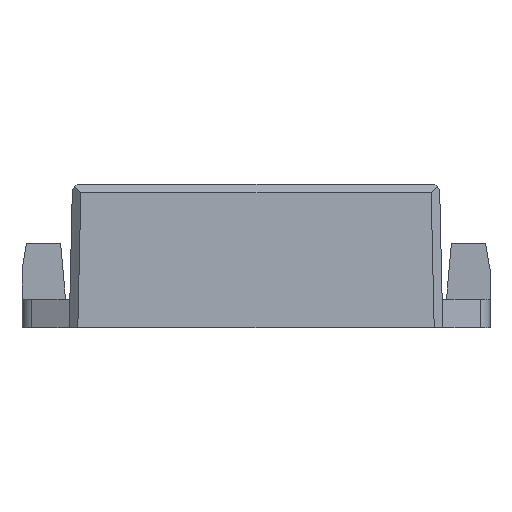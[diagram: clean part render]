
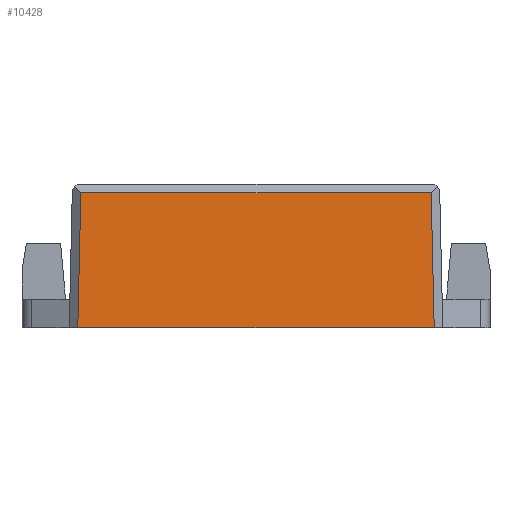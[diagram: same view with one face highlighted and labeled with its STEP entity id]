
A CAD part, left-side view. The second image highlights one B-rep face of the part: STEP entity #10428.
In plain terms, the highlighted free-form (B-spline) face has degree [1, 1] with [2, 2] control points.
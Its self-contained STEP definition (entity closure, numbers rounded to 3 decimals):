
#2371 = B_SPLINE_SURFACE_WITH_KNOTS('',1,3,(
    (#2372,#2373,#2374,#2375,#2376,#2377,#2378,#2379)
    ,(#2380,#2381,#2382,#2383,#2384,#2385,#2386,#2387
  )),.UNSPECIFIED.,.F.,.F.,.F.,(2,2),(4,2,2,4),(0.,33.538),(
    -2.007,0.045,33.583,35.635),
  .UNSPECIFIED.);
#2372 = CARTESIAN_POINT('',(-26.061,41.545,-2.05));
#2373 = CARTESIAN_POINT('',(-26.041,41.53,-1.367));
#2374 = CARTESIAN_POINT('',(-26.02,41.515,-0.683));
#2375 = CARTESIAN_POINT('',(-25.667,41.249,
    11.172));
#2376 = CARTESIAN_POINT('',(-25.333,40.999,
    22.343));
#2377 = CARTESIAN_POINT('',(-24.979,40.734,
    34.198));
#2378 = CARTESIAN_POINT('',(-24.959,40.719,
    34.882));
#2379 = CARTESIAN_POINT('',(-24.938,40.703,
    35.565));
#2380 = CARTESIAN_POINT('',(-24.061,43.546,
    -2.065));
#2381 = CARTESIAN_POINT('',(-24.04,43.531,
    -1.382));
#2382 = CARTESIAN_POINT('',(-24.02,43.516,
    -0.698));
#2383 = CARTESIAN_POINT('',(-23.666,43.25,
    11.157));
#2384 = CARTESIAN_POINT('',(-23.333,43.,
    22.328));
#2385 = CARTESIAN_POINT('',(-22.979,42.735,34.183));
#2386 = CARTESIAN_POINT('',(-22.958,42.719,34.867));
#2387 = CARTESIAN_POINT('',(-22.938,42.704,35.55));
#2411 = PLANE('',#2412);
#2412 = AXIS2_PLACEMENT_3D('',#2413,#2414,#2415);
#2413 = CARTESIAN_POINT('',(-26.,43.5,0.));
#2414 = DIRECTION('',(0.,0.,1.));
#2415 = DIRECTION('',(0.513,-0.858,0.));
#3858 = VERTEX_POINT('',#3859);
#3859 = CARTESIAN_POINT('',(-25.06,40.794,
    31.501));
#4369 = B_SPLINE_SURFACE_WITH_KNOTS('',1,2,(
    (#4370,#4371,#4372,#4373,#4374)
    ,(#4375,#4376,#4377,#4378,#4379
    )),.UNSPECIFIED.,.F.,.F.,.F.,(2,2),(3,1,1,3),(0.,85.59),(
    -5.277,-0.045,85.545,90.777)
  ,.UNSPECIFIED.);
#4370 = CARTESIAN_POINT('',(-25.06,-48.027,
    31.501));
#4371 = CARTESIAN_POINT('',(-25.06,-45.411,
    31.501));
#4372 = CARTESIAN_POINT('',(-25.06,0.,
    31.501));
#4373 = CARTESIAN_POINT('',(-25.06,45.411,
    31.501));
#4374 = CARTESIAN_POINT('',(-25.06,48.027,
    31.501));
#4375 = CARTESIAN_POINT('',(-23.,-48.027,33.5));
#4376 = CARTESIAN_POINT('',(-23.,-45.411,33.5));
#4377 = CARTESIAN_POINT('',(-23.,0.,33.5));
#4378 = CARTESIAN_POINT('',(-23.,45.411,33.5));
#4379 = CARTESIAN_POINT('',(-23.,48.027,33.5));
#4635 = EDGE_CURVE('',#4636,#3858,#4638,.T.);
#4636 = VERTEX_POINT('',#4637);
#4637 = CARTESIAN_POINT('',(-26.,41.499,0.));
#4638 = SURFACE_CURVE('',#4639,(#4648,#4655),.PCURVE_S1.);
#4639 = B_SPLINE_CURVE_WITH_KNOTS('',3,(#4640,#4641,#4642,#4643,#4644,
    #4645,#4646,#4647),.UNSPECIFIED.,.F.,.F.,(4,2,2,4),(-2.007,
    0.045,33.583,35.635),.UNSPECIFIED.);
#4640 = CARTESIAN_POINT('',(-26.061,41.545,-2.05));
#4641 = CARTESIAN_POINT('',(-26.041,41.53,-1.367));
#4642 = CARTESIAN_POINT('',(-26.02,41.515,-0.683));
#4643 = CARTESIAN_POINT('',(-25.667,41.249,
    11.172));
#4644 = CARTESIAN_POINT('',(-25.333,40.999,
    22.343));
#4645 = CARTESIAN_POINT('',(-24.979,40.734,
    34.198));
#4646 = CARTESIAN_POINT('',(-24.959,40.719,
    34.882));
#4647 = CARTESIAN_POINT('',(-24.938,40.703,
    35.565));
#4648 = PCURVE('',#2371,#4649);
#4649 = DEFINITIONAL_REPRESENTATION('',(#4650),#4654);
#4650 = LINE('',#4651,#4652);
#4651 = CARTESIAN_POINT('',(0.,0.));
#4652 = VECTOR('',#4653,1.);
#4653 = DIRECTION('',(0.,1.));
#4654 = ( GEOMETRIC_REPRESENTATION_CONTEXT(2) 
PARAMETRIC_REPRESENTATION_CONTEXT() REPRESENTATION_CONTEXT('2D SPACE',''
  ) );
#4655 = PCURVE('',#4656,#4661);
#4656 = B_SPLINE_SURFACE_WITH_KNOTS('',1,1,(
    (#4657,#4658)
    ,(#4659,#4660
    )),.UNSPECIFIED.,.F.,.F.,.F.,(2,2),(2,2),(0.,87.),(0.,1.),
  .PIECEWISE_BEZIER_KNOTS.);
#4657 = CARTESIAN_POINT('',(-26.,-43.5,0.));
#4658 = CARTESIAN_POINT('',(-25.,-42.75,33.5));
#4659 = CARTESIAN_POINT('',(-26.,43.5,0.));
#4660 = CARTESIAN_POINT('',(-25.,42.75,33.5));
#4661 = DEFINITIONAL_REPRESENTATION('',(#4662),#4667);
#4662 = B_SPLINE_CURVE_WITH_KNOTS('',3,(#4663,#4664,#4665,#4666),
  .UNSPECIFIED.,.F.,.F.,(4,4),(0.045,33.583),
  .PIECEWISE_BEZIER_KNOTS.);
#4663 = CARTESIAN_POINT('',(84.999,0.));
#4664 = CARTESIAN_POINT('',(84.988,0.333));
#4665 = CARTESIAN_POINT('',(84.976,0.667));
#4666 = CARTESIAN_POINT('',(84.964,1.));
#4667 = ( GEOMETRIC_REPRESENTATION_CONTEXT(2) 
PARAMETRIC_REPRESENTATION_CONTEXT() REPRESENTATION_CONTEXT('2D SPACE',''
  ) );
#7113 = EDGE_CURVE('',#7114,#4636,#7116,.T.);
#7114 = VERTEX_POINT('',#7115);
#7115 = CARTESIAN_POINT('',(-26.,-41.499,0.));
#7116 = SURFACE_CURVE('',#7117,(#7121,#7128),.PCURVE_S1.);
#7117 = LINE('',#7118,#7119);
#7118 = CARTESIAN_POINT('',(-26.,-43.5,0.));
#7119 = VECTOR('',#7120,1.);
#7120 = DIRECTION('',(0.,1.,0.));
#7121 = PCURVE('',#2411,#7122);
#7122 = DEFINITIONAL_REPRESENTATION('',(#7123),#7127);
#7123 = LINE('',#7124,#7125);
#7124 = CARTESIAN_POINT('',(74.678,-44.635));
#7125 = VECTOR('',#7126,1.);
#7126 = DIRECTION('',(-0.858,0.513));
#7127 = ( GEOMETRIC_REPRESENTATION_CONTEXT(2) 
PARAMETRIC_REPRESENTATION_CONTEXT() REPRESENTATION_CONTEXT('2D SPACE',''
  ) );
#7128 = PCURVE('',#4656,#7129);
#7129 = DEFINITIONAL_REPRESENTATION('',(#7130),#7134);
#7130 = LINE('',#7131,#7132);
#7131 = CARTESIAN_POINT('',(0.,0.));
#7132 = VECTOR('',#7133,1.);
#7133 = DIRECTION('',(1.,0.));
#7134 = ( GEOMETRIC_REPRESENTATION_CONTEXT(2) 
PARAMETRIC_REPRESENTATION_CONTEXT() REPRESENTATION_CONTEXT('2D SPACE',''
  ) );
#7348 = B_SPLINE_SURFACE_WITH_KNOTS('',1,3,(
    (#7349,#7350,#7351,#7352,#7353,#7354,#7355,#7356)
    ,(#7357,#7358,#7359,#7360,#7361,#7362,#7363,#7364
  )),.UNSPECIFIED.,.F.,.F.,.F.,(2,2),(4,2,2,4),(0.,33.538),(
    -2.007,0.045,33.583,35.635),
  .UNSPECIFIED.);
#7349 = CARTESIAN_POINT('',(-26.061,-41.545,-2.05));
#7350 = CARTESIAN_POINT('',(-26.041,-41.53,-1.367));
#7351 = CARTESIAN_POINT('',(-26.02,-41.515,-0.683));
#7352 = CARTESIAN_POINT('',(-25.667,-41.249,
    11.172));
#7353 = CARTESIAN_POINT('',(-25.333,-40.999,
    22.343));
#7354 = CARTESIAN_POINT('',(-24.979,-40.734,
    34.198));
#7355 = CARTESIAN_POINT('',(-24.959,-40.719,
    34.882));
#7356 = CARTESIAN_POINT('',(-24.938,-40.703,
    35.565));
#7357 = CARTESIAN_POINT('',(-24.061,-43.546,
    -2.065));
#7358 = CARTESIAN_POINT('',(-24.04,-43.531,
    -1.382));
#7359 = CARTESIAN_POINT('',(-24.02,-43.516,
    -0.698));
#7360 = CARTESIAN_POINT('',(-23.666,-43.25,
    11.157));
#7361 = CARTESIAN_POINT('',(-23.333,-43.,
    22.328));
#7362 = CARTESIAN_POINT('',(-22.979,-42.735,34.183));
#7363 = CARTESIAN_POINT('',(-22.958,-42.719,34.867));
#7364 = CARTESIAN_POINT('',(-22.938,-42.704,35.55));
#8841 = VERTEX_POINT('',#8842);
#8842 = CARTESIAN_POINT('',(-25.06,-40.794,
    31.501));
#10407 = EDGE_CURVE('',#8841,#3858,#10408,.T.);
#10408 = SURFACE_CURVE('',#10409,(#10415,#10422),.PCURVE_S1.);
#10409 = B_SPLINE_CURVE_WITH_KNOTS('',2,(#10410,#10411,#10412,#10413,
    #10414),.UNSPECIFIED.,.F.,.F.,(3,1,1,3),(-5.277,
    -0.045,85.545,90.777),.UNSPECIFIED.);
#10410 = CARTESIAN_POINT('',(-25.06,-48.027,
    31.501));
#10411 = CARTESIAN_POINT('',(-25.06,-45.411,
    31.501));
#10412 = CARTESIAN_POINT('',(-25.06,0.,
    31.501));
#10413 = CARTESIAN_POINT('',(-25.06,45.411,
    31.501));
#10414 = CARTESIAN_POINT('',(-25.06,48.027,
    31.501));
#10415 = PCURVE('',#4369,#10416);
#10416 = DEFINITIONAL_REPRESENTATION('',(#10417),#10421);
#10417 = LINE('',#10418,#10419);
#10418 = CARTESIAN_POINT('',(0.,0.));
#10419 = VECTOR('',#10420,1.);
#10420 = DIRECTION('',(0.,1.));
#10421 = ( GEOMETRIC_REPRESENTATION_CONTEXT(2) 
PARAMETRIC_REPRESENTATION_CONTEXT() REPRESENTATION_CONTEXT('2D SPACE',''
  ) );
#10422 = PCURVE('',#4656,#10423);
#10423 = DEFINITIONAL_REPRESENTATION('',(#10424),#10427);
#10424 = B_SPLINE_CURVE_WITH_KNOTS('',1,(#10425,#10426),.UNSPECIFIED.,
  .F.,.F.,(2,2),(-0.045,85.545),
  .PIECEWISE_BEZIER_KNOTS.);
#10425 = CARTESIAN_POINT('',(0.,0.94));
#10426 = CARTESIAN_POINT('',(87.,0.94));
#10427 = ( GEOMETRIC_REPRESENTATION_CONTEXT(2) 
PARAMETRIC_REPRESENTATION_CONTEXT() REPRESENTATION_CONTEXT('2D SPACE',''
  ) );
#10428 = ADVANCED_FACE('',(#10429),#4656,.F.);
#10429 = FACE_BOUND('',#10430,.F.);
#10430 = EDGE_LOOP('',(#10431,#10432,#10433,#10434));
#10431 = ORIENTED_EDGE('',*,*,#7113,.T.);
#10432 = ORIENTED_EDGE('',*,*,#4635,.T.);
#10433 = ORIENTED_EDGE('',*,*,#10407,.F.);
#10434 = ORIENTED_EDGE('',*,*,#10435,.F.);
#10435 = EDGE_CURVE('',#7114,#8841,#10436,.T.);
#10436 = SURFACE_CURVE('',#10437,(#10446,#10454),.PCURVE_S1.);
#10437 = B_SPLINE_CURVE_WITH_KNOTS('',3,(#10438,#10439,#10440,#10441,
    #10442,#10443,#10444,#10445),.UNSPECIFIED.,.F.,.F.,(4,2,2,4),(
    -2.007,0.045,33.583,35.635),
  .UNSPECIFIED.);
#10438 = CARTESIAN_POINT('',(-26.061,-41.545,-2.05));
#10439 = CARTESIAN_POINT('',(-26.041,-41.53,-1.367));
#10440 = CARTESIAN_POINT('',(-26.02,-41.515,-0.683));
#10441 = CARTESIAN_POINT('',(-25.667,-41.249,
    11.172));
#10442 = CARTESIAN_POINT('',(-25.333,-40.999,
    22.343));
#10443 = CARTESIAN_POINT('',(-24.979,-40.734,
    34.198));
#10444 = CARTESIAN_POINT('',(-24.959,-40.719,
    34.882));
#10445 = CARTESIAN_POINT('',(-24.938,-40.703,
    35.565));
#10446 = PCURVE('',#4656,#10447);
#10447 = DEFINITIONAL_REPRESENTATION('',(#10448),#10453);
#10448 = B_SPLINE_CURVE_WITH_KNOTS('',3,(#10449,#10450,#10451,#10452),
  .UNSPECIFIED.,.F.,.F.,(4,4),(0.045,33.583),
  .PIECEWISE_BEZIER_KNOTS.);
#10449 = CARTESIAN_POINT('',(2.001,0.));
#10450 = CARTESIAN_POINT('',(2.012,0.333));
#10451 = CARTESIAN_POINT('',(2.024,0.667));
#10452 = CARTESIAN_POINT('',(2.036,1.));
#10453 = ( GEOMETRIC_REPRESENTATION_CONTEXT(2) 
PARAMETRIC_REPRESENTATION_CONTEXT() REPRESENTATION_CONTEXT('2D SPACE',''
  ) );
#10454 = PCURVE('',#7348,#10455);
#10455 = DEFINITIONAL_REPRESENTATION('',(#10456),#10460);
#10456 = LINE('',#10457,#10458);
#10457 = CARTESIAN_POINT('',(0.,0.));
#10458 = VECTOR('',#10459,1.);
#10459 = DIRECTION('',(0.,1.));
#10460 = ( GEOMETRIC_REPRESENTATION_CONTEXT(2) 
PARAMETRIC_REPRESENTATION_CONTEXT() REPRESENTATION_CONTEXT('2D SPACE',''
  ) );
